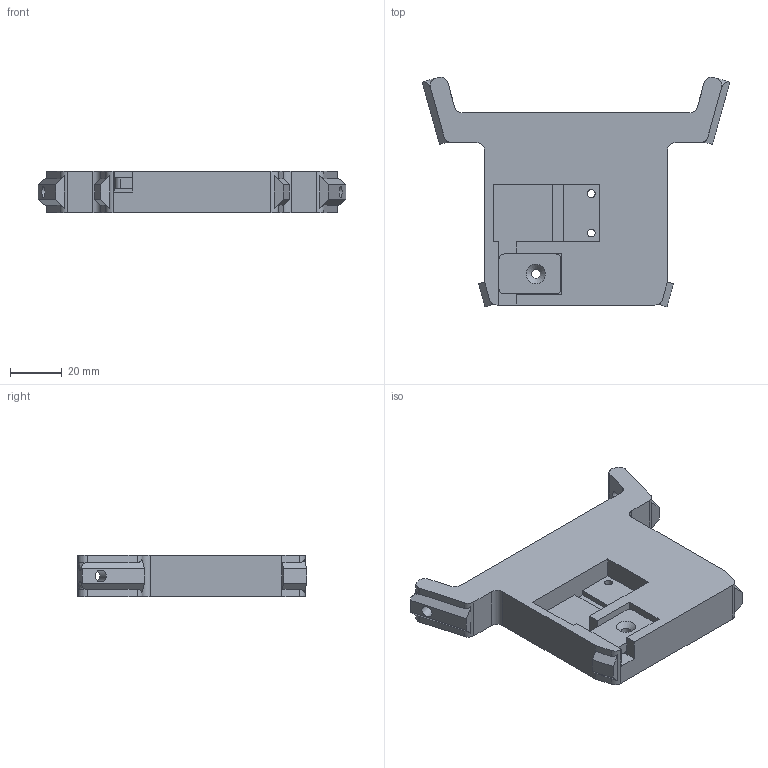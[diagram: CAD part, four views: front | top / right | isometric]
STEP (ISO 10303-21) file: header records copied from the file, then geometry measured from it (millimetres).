
FILE_DESCRIPTION(/* description */ (''),/* implementation_level */ '2;1');
FILE_NAME(/* name */ 'Digital Level Holder v7.step',/* time_stamp */ '2020-08-08T16:09:20-04:00',/* author */ (''),/* organization */ (''),/* preprocessor_version */ 'ST-DEVELOPER v18.1',/* originating_system */ 'Autodesk Translation Framework v9.3.0.1241',/* authorisation */ '');
FILE_SCHEMA (('AUTOMOTIVE_DESIGN { 1 0 10303 214 3 1 1 }'));
Length unit declared in the file: millimetre
Products named in the file (1): Digital Level Holder
Bounding box: 118.64 x 88.51 x 16 mm (x, y, z)
Volume: 83807.6 mm3; surface area: 21527.4 mm2
Topology: 2 solids, 2 shells, 95 faces, 264 edges, 169 vertices
Faces by surface type: plane 62, cylinder 26, bspline 4, cone 3
Full cylindrical faces by diameter (mm): 3 x2, 3.5 x1, 4.5 x2, 5 x3
Entity records: 3109 total; most frequent: CARTESIAN_POINT 581, ORIENTED_EDGE 520, DIRECTION 513, EDGE_CURVE 260, LINE 191, VECTOR 191, VERTEX_POINT 169, AXIS2_PLACEMENT_3D 161
